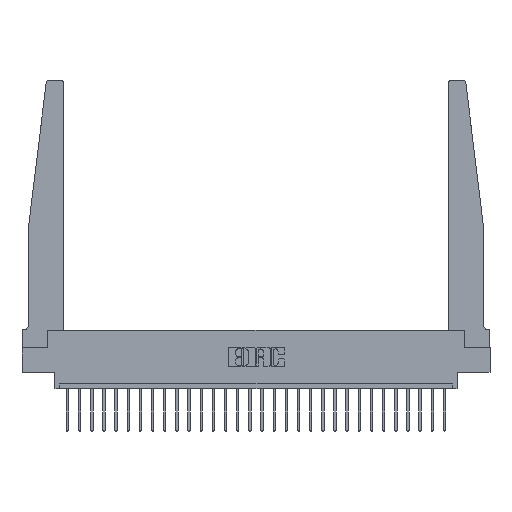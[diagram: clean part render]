
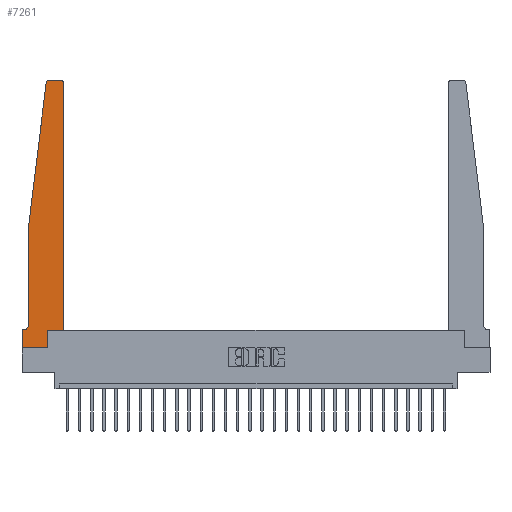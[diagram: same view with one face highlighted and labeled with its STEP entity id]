
A CAD part, top view. The second image highlights one B-rep face of the part: STEP entity #7261.
In plain terms, the highlighted planar face has unit normal (0, 0, 1).
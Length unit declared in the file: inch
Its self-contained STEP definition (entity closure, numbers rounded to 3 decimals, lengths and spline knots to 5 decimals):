
#668 = EDGE_CURVE ( 'NONE', #25482, #25859, #3247, .T. ) ;
#1189 = LINE ( 'NONE', #20026, #15054 ) ;
#1249 = ORIENTED_EDGE ( 'NONE', *, *, #21871, .T. ) ;
#1559 = EDGE_CURVE ( 'NONE', #13695, #3015, #12019, .T. ) ;
#1574 = AXIS2_PLACEMENT_3D ( 'NONE', #10690, #18590, #20460 ) ;
#1579 = VERTEX_POINT ( 'NONE', #6034 ) ;
#2927 = CARTESIAN_POINT ( 'NONE',  ( 0., 0.1875, 0.37 ) ) ;
#2944 = DIRECTION ( 'NONE',  ( 0., 0., 1. ) ) ;
#3015 = VERTEX_POINT ( 'NONE', #13801 ) ;
#3247 = CIRCLE ( 'NONE', #4894, 0.03 ) ;
#3471 = ORIENTED_EDGE ( 'NONE', *, *, #5169, .T. ) ;
#4765 = DIRECTION ( 'NONE',  ( 1., 0., 0. ) ) ;
#4894 = AXIS2_PLACEMENT_3D ( 'NONE', #14842, #2944, #17164 ) ;
#5169 = EDGE_CURVE ( 'NONE', #18328, #13130, #1189, .T. ) ;
#5313 = ORIENTED_EDGE ( 'NONE', *, *, #14516, .T. ) ;
#5429 = EDGE_CURVE ( 'NONE', #1579, #15258, #23918, .T. ) ;
#5714 = EDGE_CURVE ( 'NONE', #25859, #22093, #22020, .T. ) ;
#6034 = CARTESIAN_POINT ( 'NONE',  ( 0.425, 2.72, 0.37 ) ) ;
#6752 = CARTESIAN_POINT ( 'NONE',  ( 0.395, 2.72, 0.37 ) ) ;
#7261 = ADVANCED_FACE ( 'NONE', ( #17789 ), #14991, .T. ) ;
#7534 = CARTESIAN_POINT ( 'NONE',  ( 0.015, 0.1875, 0.37 ) ) ;
#7637 = AXIS2_PLACEMENT_3D ( 'NONE', #6752, #24652, #10654 ) ;
#7682 = DIRECTION ( 'NONE',  ( 0., -1., 0. ) ) ;
#8160 = DIRECTION ( 'NONE',  ( 1., 0., 0. ) ) ;
#8680 = ORIENTED_EDGE ( 'NONE', *, *, #5714, .T. ) ;
#8796 = DIRECTION ( 'NONE',  ( -1., 0., 0. ) ) ;
#8805 = VERTEX_POINT ( 'NONE', #17914 ) ;
#8997 = LINE ( 'NONE', #12538, #22333 ) ;
#9803 = LINE ( 'NONE', #19826, #10103 ) ;
#10103 = VECTOR ( 'NONE', #11741, 39.37008 ) ;
#10109 = VECTOR ( 'NONE', #8160, 39.37008 ) ;
#10150 = EDGE_LOOP ( 'NONE', ( #23570, #11641, #8680, #11080, #1249, #11232, #3471, #5313, #21118, #15429, #24248, #21417 ) ) ;
#10258 = EDGE_CURVE ( 'NONE', #21662, #13695, #12380, .T. ) ;
#10307 = CARTESIAN_POINT ( 'NONE',  ( 0.27653, 2.75, 0.37 ) ) ;
#10411 = LINE ( 'NONE', #19858, #25939 ) ;
#10654 = DIRECTION ( 'NONE',  ( 1., 0., 0. ) ) ;
#10690 = CARTESIAN_POINT ( 'NONE',  ( 0.015, 0.2375, 0.37 ) ) ;
#10841 = CARTESIAN_POINT ( 'NONE',  ( 0.395, 2.75, 0.37 ) ) ;
#11080 = ORIENTED_EDGE ( 'NONE', *, *, #24559, .T. ) ;
#11232 = ORIENTED_EDGE ( 'NONE', *, *, #16854, .T. ) ;
#11303 = EDGE_CURVE ( 'NONE', #3015, #1579, #9803, .T. ) ;
#11641 = ORIENTED_EDGE ( 'NONE', *, *, #668, .T. ) ;
#11741 = DIRECTION ( 'NONE',  ( 0., 1., 0. ) ) ;
#11743 = DIRECTION ( 'NONE',  ( -0.122, -0.992, 0. ) ) ;
#12019 = LINE ( 'NONE', #20583, #10109 ) ;
#12317 = VECTOR ( 'NONE', #8796, 39.37008 ) ;
#12380 = LINE ( 'NONE', #12736, #13341 ) ;
#12538 = CARTESIAN_POINT ( 'NONE',  ( 0., 0., 0.37 ) ) ;
#12736 = CARTESIAN_POINT ( 'NONE',  ( 0.2605, 0.18, 0.37 ) ) ;
#12863 = CARTESIAN_POINT ( 'NONE',  ( 0., 0.1875, 0.37 ) ) ;
#12958 = CARTESIAN_POINT ( 'NONE',  ( 0.065, 0.1875, 0.37 ) ) ;
#13130 = VERTEX_POINT ( 'NONE', #21232 ) ;
#13341 = VECTOR ( 'NONE', #16746, 39.37008 ) ;
#13695 = VERTEX_POINT ( 'NONE', #16972 ) ;
#13801 = CARTESIAN_POINT ( 'NONE',  ( 0.425, 0.18, 0.37 ) ) ;
#13846 = CARTESIAN_POINT ( 'NONE',  ( 0.24675, 2.72367, 0.37 ) ) ;
#14516 = EDGE_CURVE ( 'NONE', #13130, #21662, #8997, .T. ) ;
#14743 = DIRECTION ( 'NONE',  ( 0., 0., 1. ) ) ;
#14842 = CARTESIAN_POINT ( 'NONE',  ( 0.27653, 2.72, 0.37 ) ) ;
#14889 = CARTESIAN_POINT ( 'NONE',  ( 0.25, 2.75, 0.37 ) ) ;
#14991 = PLANE ( 'NONE',  #16549 ) ;
#15054 = VECTOR ( 'NONE', #24100, 39.37008 ) ;
#15258 = VERTEX_POINT ( 'NONE', #10841 ) ;
#15429 = ORIENTED_EDGE ( 'NONE', *, *, #1559, .T. ) ;
#15696 = EDGE_CURVE ( 'NONE', #15258, #25482, #21300, .T. ) ;
#16549 = AXIS2_PLACEMENT_3D ( 'NONE', #2927, #14743, #4765 ) ;
#16746 = DIRECTION ( 'NONE',  ( 0., 1., 0. ) ) ;
#16854 = EDGE_CURVE ( 'NONE', #25695, #18328, #25637, .T. ) ;
#16949 = DIRECTION ( 'NONE',  ( -1., 0., 0. ) ) ;
#16972 = CARTESIAN_POINT ( 'NONE',  ( 0.2605, 0.18, 0.37 ) ) ;
#17164 = DIRECTION ( 'NONE',  ( 1., 0., 0. ) ) ;
#17789 = FACE_OUTER_BOUND ( 'NONE', #10150, .T. ) ;
#17914 = CARTESIAN_POINT ( 'NONE',  ( 0.065, 0.2375, 0.37 ) ) ;
#18197 = VECTOR ( 'NONE', #11743, 39.37008 ) ;
#18328 = VERTEX_POINT ( 'NONE', #12863 ) ;
#18590 = DIRECTION ( 'NONE',  ( 0., 0., -1. ) ) ;
#18751 = DIRECTION ( 'NONE',  ( 1., 0., 0. ) ) ;
#19826 = CARTESIAN_POINT ( 'NONE',  ( 0.425, 0.18, 0.37 ) ) ;
#19858 = CARTESIAN_POINT ( 'NONE',  ( 0.065, 1.25, 0.37 ) ) ;
#20026 = CARTESIAN_POINT ( 'NONE',  ( 0., 0., 0.37 ) ) ;
#20460 = DIRECTION ( 'NONE',  ( -1., 0., 0. ) ) ;
#20583 = CARTESIAN_POINT ( 'NONE',  ( 0.425, 0.18, 0.37 ) ) ;
#21118 = ORIENTED_EDGE ( 'NONE', *, *, #10258, .T. ) ;
#21232 = CARTESIAN_POINT ( 'NONE',  ( 0., 0., 0.37 ) ) ;
#21300 = LINE ( 'NONE', #14889, #22233 ) ;
#21417 = ORIENTED_EDGE ( 'NONE', *, *, #5429, .T. ) ;
#21662 = VERTEX_POINT ( 'NONE', #22313 ) ;
#21674 = CARTESIAN_POINT ( 'NONE',  ( 0.065, 1.25, 0.37 ) ) ;
#21871 = EDGE_CURVE ( 'NONE', #8805, #25695, #25447, .T. ) ;
#22020 = LINE ( 'NONE', #23995, #18197 ) ;
#22093 = VERTEX_POINT ( 'NONE', #21674 ) ;
#22233 = VECTOR ( 'NONE', #16949, 39.37008 ) ;
#22313 = CARTESIAN_POINT ( 'NONE',  ( 0.2605, 0., 0.37 ) ) ;
#22333 = VECTOR ( 'NONE', #18751, 39.37008 ) ;
#23570 = ORIENTED_EDGE ( 'NONE', *, *, #15696, .T. ) ;
#23918 = CIRCLE ( 'NONE', #7637, 0.03 ) ;
#23995 = CARTESIAN_POINT ( 'NONE',  ( 0.065, 1.25, 0.37 ) ) ;
#24100 = DIRECTION ( 'NONE',  ( 0., -1., 0. ) ) ;
#24248 = ORIENTED_EDGE ( 'NONE', *, *, #11303, .T. ) ;
#24559 = EDGE_CURVE ( 'NONE', #22093, #8805, #10411, .T. ) ;
#24652 = DIRECTION ( 'NONE',  ( 0., 0., 1. ) ) ;
#25447 = CIRCLE ( 'NONE', #1574, 0.05 ) ;
#25482 = VERTEX_POINT ( 'NONE', #10307 ) ;
#25637 = LINE ( 'NONE', #12958, #12317 ) ;
#25695 = VERTEX_POINT ( 'NONE', #7534 ) ;
#25859 = VERTEX_POINT ( 'NONE', #13846 ) ;
#25939 = VECTOR ( 'NONE', #7682, 39.37008 ) ;
